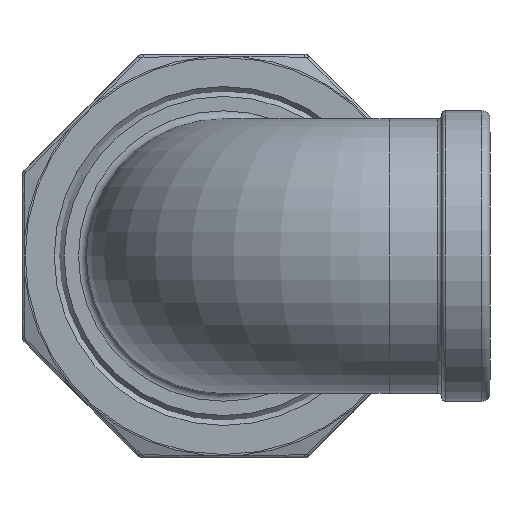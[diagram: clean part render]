
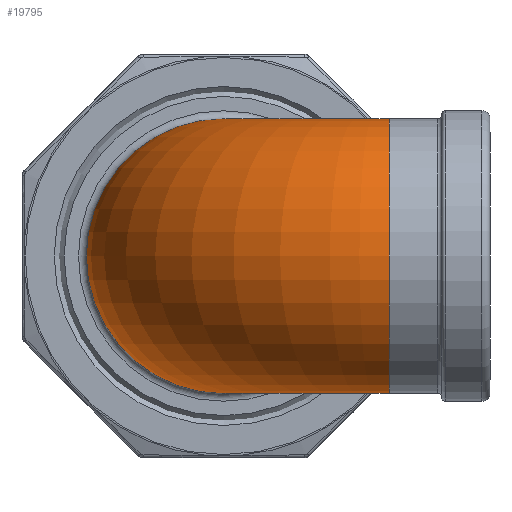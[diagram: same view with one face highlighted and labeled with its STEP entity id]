
A CAD part, left-side view. The second image highlights one B-rep face of the part: STEP entity #19795.
In plain terms, the highlighted toroidal (fillet/blend) face has major radius 20.5 mm and minor radius 17 mm.
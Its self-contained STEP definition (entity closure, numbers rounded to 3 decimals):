
#365 = VERTEX_POINT ( 'NONE', #14438 ) ;
#415 = FACE_OUTER_BOUND ( 'NONE', #13704, .T. ) ;
#2100 = DIRECTION ( 'NONE',  ( 0., -1., 0. ) ) ;
#2482 = CARTESIAN_POINT ( 'NONE',  ( -21., -20.5, 0. ) ) ;
#2885 = CARTESIAN_POINT ( 'NONE',  ( -21., -17., 0. ) ) ;
#4679 = ORIENTED_EDGE ( 'NONE', *, *, #10055, .F. ) ;
#4760 = AXIS2_PLACEMENT_3D ( 'NONE', #19004, #4765, #17446 ) ;
#4765 = DIRECTION ( 'NONE',  ( -1., 0., 0. ) ) ;
#5128 = TOROIDAL_SURFACE ( 'NONE', #16732, 20.5, 17. ) ;
#5941 = DIRECTION ( 'NONE',  ( 1., 0., 0. ) ) ;
#6221 = EDGE_CURVE ( 'NONE', #18910, #18910, #10411, .T. ) ;
#7490 = EDGE_LOOP ( 'NONE', ( #13834 ) ) ;
#8440 = DIRECTION ( 'NONE',  ( 1., 0., 0. ) ) ;
#8819 = DIRECTION ( 'NONE',  ( 0., 0., 1. ) ) ;
#9448 = AXIS2_PLACEMENT_3D ( 'NONE', #11538, #2100, #8440 ) ;
#10055 = EDGE_CURVE ( 'NONE', #365, #365, #19428, .T. ) ;
#10411 = CIRCLE ( 'NONE', #4760, 17. ) ;
#11538 = CARTESIAN_POINT ( 'NONE',  ( -41.5, -20.5, 0. ) ) ;
#13704 = EDGE_LOOP ( 'NONE', ( #4679 ) ) ;
#13834 = ORIENTED_EDGE ( 'NONE', *, *, #6221, .T. ) ;
#14438 = CARTESIAN_POINT ( 'NONE',  ( -24.5, -20.5, 0. ) ) ;
#16732 = AXIS2_PLACEMENT_3D ( 'NONE', #2482, #8819, #5941 ) ;
#17446 = DIRECTION ( 'NONE',  ( 0., -1., 0. ) ) ;
#18910 = VERTEX_POINT ( 'NONE', #2885 ) ;
#19004 = CARTESIAN_POINT ( 'NONE',  ( -21., 0., 0. ) ) ;
#19428 = CIRCLE ( 'NONE', #9448, 17. ) ;
#19476 = FACE_OUTER_BOUND ( 'NONE', #7490, .T. ) ;
#19795 = ADVANCED_FACE ( 'NONE', ( #415, #19476 ), #5128, .T. ) ;
